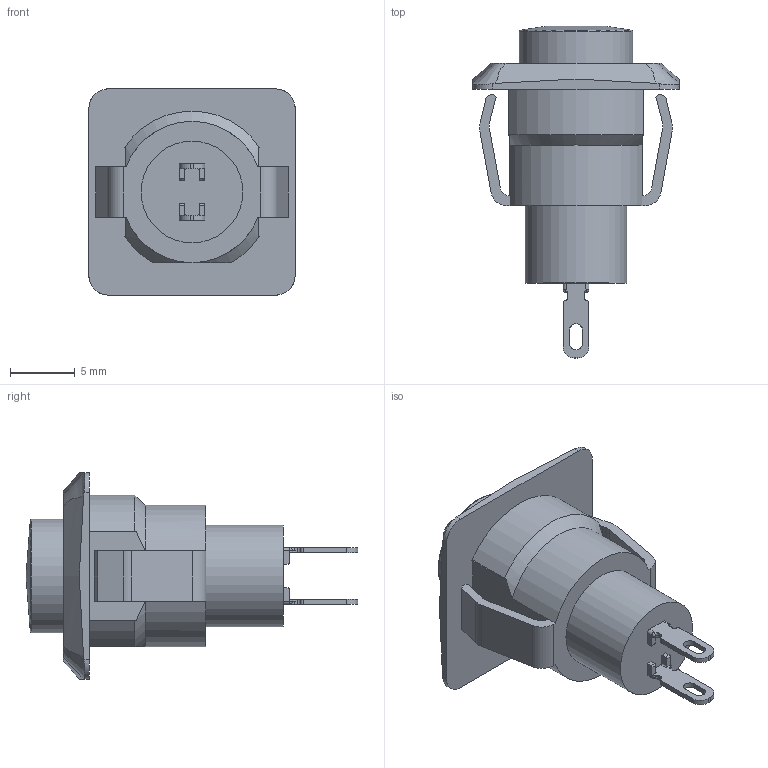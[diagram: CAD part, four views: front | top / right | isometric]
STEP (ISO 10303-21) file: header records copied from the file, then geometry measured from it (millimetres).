
FILE_DESCRIPTION(/* description */ (''),/* implementation_level */ '2;1');
FILE_NAME(/* name */ 'GPB510 Model.stp',/* time_stamp */ '2023-02-21T14:51:14-05:00',/* author */ ('dwiltbank'),/* organization */ (''),/* preprocessor_version */ 'ST-DEVELOPER v18.1',/* originating_system */ 'Autodesk Inventor 2022',/* authorisation */ '');
FILE_SCHEMA (('AUTOMOTIVE_DESIGN { 1 0 10303 214 3 1 1 }'));
Length unit declared in the file: inch
Products named in the file (1): GPB510B_Simplify_1
Bounding box: 15.95 x 25.67 x 15.95 mm (x, y, z)
Volume: 1856.1 mm3; surface area: 1323 mm2
Topology: 1 solids, 1 shells, 155 faces, 423 edges, 275 vertices
Faces by surface type: plane 71, cylinder 55, bspline 24, cone 3, torus 1, sphere 1
Full cylindrical faces by diameter (mm): 7.874 x1, 8.788 x1
Entity records: 6000 total; most frequent: CARTESIAN_POINT 1958, ORIENTED_EDGE 846, DIRECTION 739, EDGE_CURVE 423, VERTEX_POINT 275, AXIS2_PLACEMENT_3D 254, LINE 231, VECTOR 231
